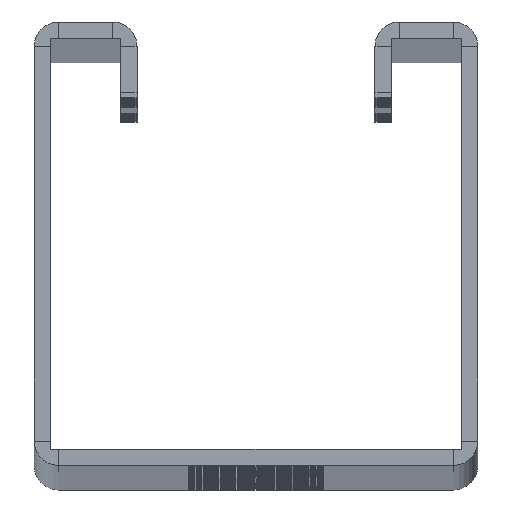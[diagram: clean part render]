
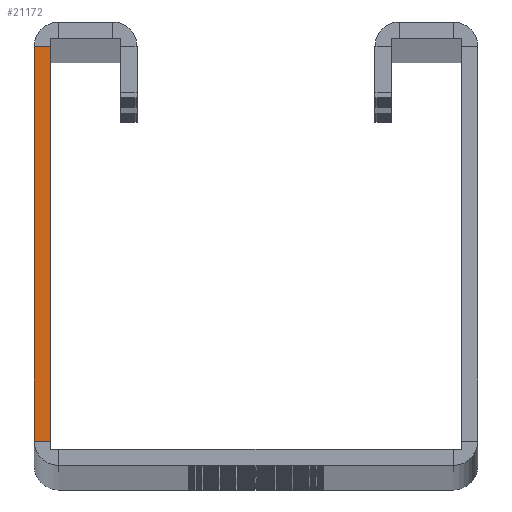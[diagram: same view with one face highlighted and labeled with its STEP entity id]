
A CAD part, top view. The second image highlights one B-rep face of the part: STEP entity #21172.
In plain terms, the highlighted planar face has unit normal (0, 0, 1).
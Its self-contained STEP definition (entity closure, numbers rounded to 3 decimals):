
#528 = LINE ( 'NONE', #56883, #3668 ) ;
#2426 = CARTESIAN_POINT ( 'NONE',  ( -19., 2.25, 0. ) ) ;
#3668 = VECTOR ( 'NONE', #12119, 1000. ) ;
#4226 = ORIENTED_EDGE ( 'NONE', *, *, #64468, .T. ) ;
#4905 = LINE ( 'NONE', #53428, #25298 ) ;
#6232 = DIRECTION ( 'NONE',  ( 0., 0., 1. ) ) ;
#12101 = CARTESIAN_POINT ( 'NONE',  ( -20.5, 2.25, 0. ) ) ;
#12119 = DIRECTION ( 'NONE',  ( 0., 1., 0. ) ) ;
#12260 = EDGE_CURVE ( 'NONE', #40217, #23381, #528, .T. ) ;
#12382 = DIRECTION ( 'NONE',  ( 1., 0., 0. ) ) ;
#13324 = ORIENTED_EDGE ( 'NONE', *, *, #12260, .F. ) ;
#15394 = DIRECTION ( 'NONE',  ( 0., 1., 0. ) ) ;
#17725 = CARTESIAN_POINT ( 'NONE',  ( -20.5, 2.25, 0. ) ) ;
#21172 = ADVANCED_FACE ( 'NONE', ( #38568 ), #26209, .T. ) ;
#22318 = DIRECTION ( 'NONE',  ( 1., 0., 0. ) ) ;
#22797 = EDGE_CURVE ( 'NONE', #48593, #23381, #4905, .T. ) ;
#23381 = VERTEX_POINT ( 'NONE', #32739 ) ;
#25298 = VECTOR ( 'NONE', #43610, 1000. ) ;
#25460 = CARTESIAN_POINT ( 'NONE',  ( -19., 0., 0. ) ) ;
#26209 = PLANE ( 'NONE',  #36803 ) ;
#27137 = ORIENTED_EDGE ( 'NONE', *, *, #43605, .T. ) ;
#28011 = VERTEX_POINT ( 'NONE', #2426 ) ;
#31274 = CARTESIAN_POINT ( 'NONE',  ( -18.25, 1.5, 0. ) ) ;
#32739 = CARTESIAN_POINT ( 'NONE',  ( -20.5, 38.75, 0. ) ) ;
#36803 = AXIS2_PLACEMENT_3D ( 'NONE', #31274, #6232, #12382 ) ;
#37461 = CARTESIAN_POINT ( 'NONE',  ( -19., 38.75, 0. ) ) ;
#38568 = FACE_OUTER_BOUND ( 'NONE', #58667, .T. ) ;
#40217 = VERTEX_POINT ( 'NONE', #12101 ) ;
#43605 = EDGE_CURVE ( 'NONE', #40217, #28011, #49412, .T. ) ;
#43610 = DIRECTION ( 'NONE',  ( -1., 0., 0. ) ) ;
#45451 = VECTOR ( 'NONE', #22318, 1000. ) ;
#48578 = VECTOR ( 'NONE', #15394, 1000. ) ;
#48593 = VERTEX_POINT ( 'NONE', #37461 ) ;
#49412 = LINE ( 'NONE', #17725, #45451 ) ;
#53428 = CARTESIAN_POINT ( 'NONE',  ( -19., 38.75, 0. ) ) ;
#56883 = CARTESIAN_POINT ( 'NONE',  ( -20.5, 0., 0. ) ) ;
#58667 = EDGE_LOOP ( 'NONE', ( #13324, #27137, #4226, #65099 ) ) ;
#61886 = LINE ( 'NONE', #25460, #48578 ) ;
#64468 = EDGE_CURVE ( 'NONE', #28011, #48593, #61886, .T. ) ;
#65099 = ORIENTED_EDGE ( 'NONE', *, *, #22797, .T. ) ;
